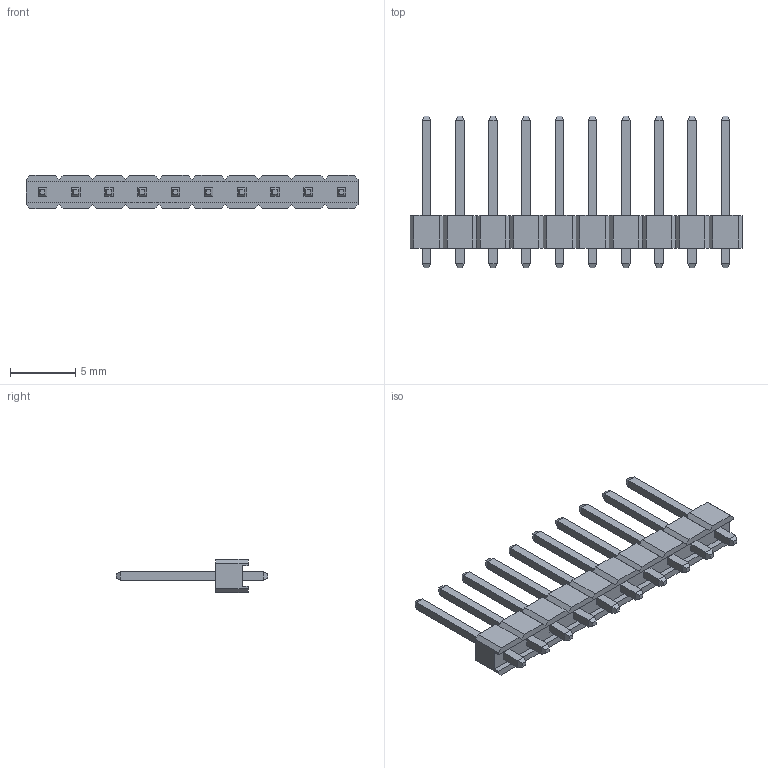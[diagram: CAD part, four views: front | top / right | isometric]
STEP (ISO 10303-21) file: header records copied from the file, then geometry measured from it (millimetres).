
FILE_DESCRIPTION (( 'STEP AP214' ), '1' );
FILE_NAME ('0_10_WA12081529245900.step', '2006-12-08T20:29:27', ( 'SysAdmin' ), ( 'SolidWorks' ), 'SwSTEP 2.0', 'SolidWorks 2007', '' );
FILE_SCHEMA (( 'AUTOMOTIVE_DESIGN' ));
Length unit declared in the file: millimetre
Products named in the file (1): 0_10_WA12081529245900
Bounding box: 25.4 x 11.6 x 2.54 mm (x, y, z)
Volume: 178.8 mm3; surface area: 535.1 mm2
Topology: 1 solids, 1 shells, 248 faces, 598 edges, 372 vertices
Faces by surface type: plane 248
Entity records: 7733 total; most frequent: CARTESIAN_POINT 1219, ORIENTED_EDGE 1196, DIRECTION 1096, EDGE_CURVE 598, VECTOR 598, LINE 598, VERTEX_POINT 372, EDGE_LOOP 268
